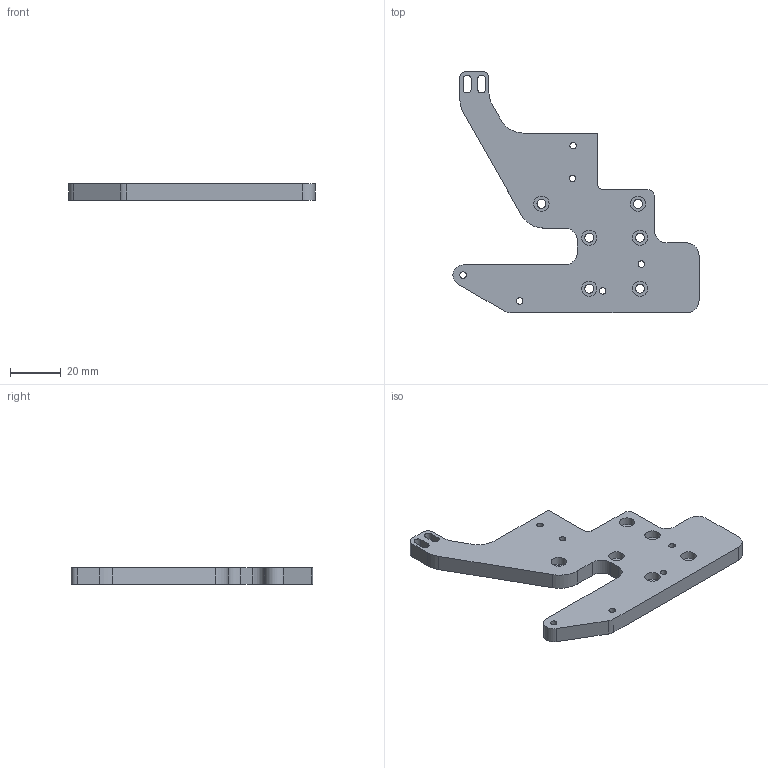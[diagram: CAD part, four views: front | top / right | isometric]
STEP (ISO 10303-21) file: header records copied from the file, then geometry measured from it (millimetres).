
FILE_DESCRIPTION(/* description */ (''),/* implementation_level */ '2;1');
FILE_NAME(/* name */ 'Mosquito Mount_.250_6061 v6.step',/* time_stamp */ '2022-12-17T13:50:14-05:00',/* author */ (''),/* organization */ (''),/* preprocessor_version */ 'ST-DEVELOPER v19.2',/* originating_system */ 'Autodesk Translation Framework v11.17.0.187',/* authorisation */ '');
FILE_SCHEMA (('AUTOMOTIVE_DESIGN { 1 0 10303 214 3 1 1 }'));
Length unit declared in the file: inch
Products named in the file (1): Mosquito Mount_.250_6061
Bounding box: 96.74 x 94.96 x 6.35 mm (x, y, z)
Volume: 26228.1 mm3; surface area: 12143.4 mm2
Topology: 1 solids, 1 shells, 65 faces, 171 edges, 114 vertices
Faces by surface type: cylinder 37, plane 28
Full cylindrical faces by diameter (mm): 2.54 x6, 3.5 x6, 5.994 x6
Entity records: 2137 total; most frequent: DIRECTION 377, CARTESIAN_POINT 351, ORIENTED_EDGE 342, EDGE_CURVE 171, AXIS2_PLACEMENT_3D 140, VERTEX_POINT 114, EDGE_LOOP 99, LINE 97
